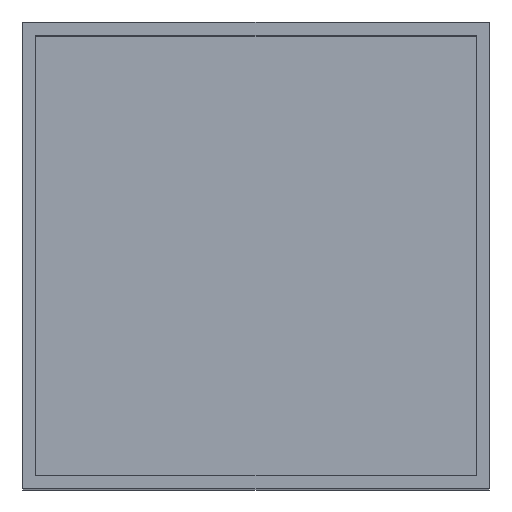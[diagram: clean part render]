
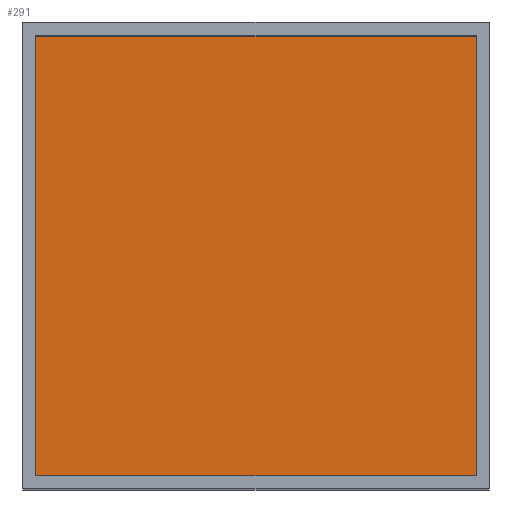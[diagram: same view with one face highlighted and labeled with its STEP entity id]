
A CAD part, top view. The second image highlights one B-rep face of the part: STEP entity #291.
In plain terms, the highlighted planar face has unit normal (0, 0, 1).
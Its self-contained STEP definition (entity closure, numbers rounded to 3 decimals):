
#82=DIRECTION('',(-1.,0.,0.));
#83=VECTOR('',#82,500.);
#84=CARTESIAN_POINT('',(250.,250.,150.));
#85=LINE('',#84,#83);
#86=DIRECTION('',(0.,1.,0.));
#87=VECTOR('',#86,500.);
#88=CARTESIAN_POINT('',(250.,-250.,150.));
#89=LINE('',#88,#87);
#90=DIRECTION('',(1.,0.,0.));
#91=VECTOR('',#90,500.);
#92=CARTESIAN_POINT('',(-250.,-250.,150.));
#93=LINE('',#92,#91);
#94=DIRECTION('',(0.,-1.,0.));
#95=VECTOR('',#94,500.);
#96=CARTESIAN_POINT('',(-250.,250.,150.));
#97=LINE('',#96,#95);
#114=CARTESIAN_POINT('',(250.,250.,150.));
#115=CARTESIAN_POINT('',(-250.,250.,150.));
#116=VERTEX_POINT('',#114);
#117=VERTEX_POINT('',#115);
#118=CARTESIAN_POINT('',(-250.,-250.,150.));
#119=VERTEX_POINT('',#118);
#120=CARTESIAN_POINT('',(250.,-250.,150.));
#121=VERTEX_POINT('',#120);
#280=CARTESIAN_POINT('',(0.,0.,150.));
#281=DIRECTION('',(0.,0.,1.));
#282=DIRECTION('',(0.,-1.,0.));
#283=AXIS2_PLACEMENT_3D('',#280,#281,#282);
#284=PLANE('',#283);
#285=ORIENTED_EDGE('',*,*,#232,.F.);
#286=ORIENTED_EDGE('',*,*,#247,.F.);
#287=ORIENTED_EDGE('',*,*,#261,.F.);
#288=ORIENTED_EDGE('',*,*,#274,.F.);
#289=EDGE_LOOP('',(#285,#286,#287,#288));
#290=FACE_OUTER_BOUND('',#289,.F.);
#291=ADVANCED_FACE('',(#290),#284,.T.);
#232=EDGE_CURVE('',#116,#117,#85,.T.);
#247=EDGE_CURVE('',#121,#116,#89,.T.);
#261=EDGE_CURVE('',#119,#121,#93,.T.);
#274=EDGE_CURVE('',#117,#119,#97,.T.);
